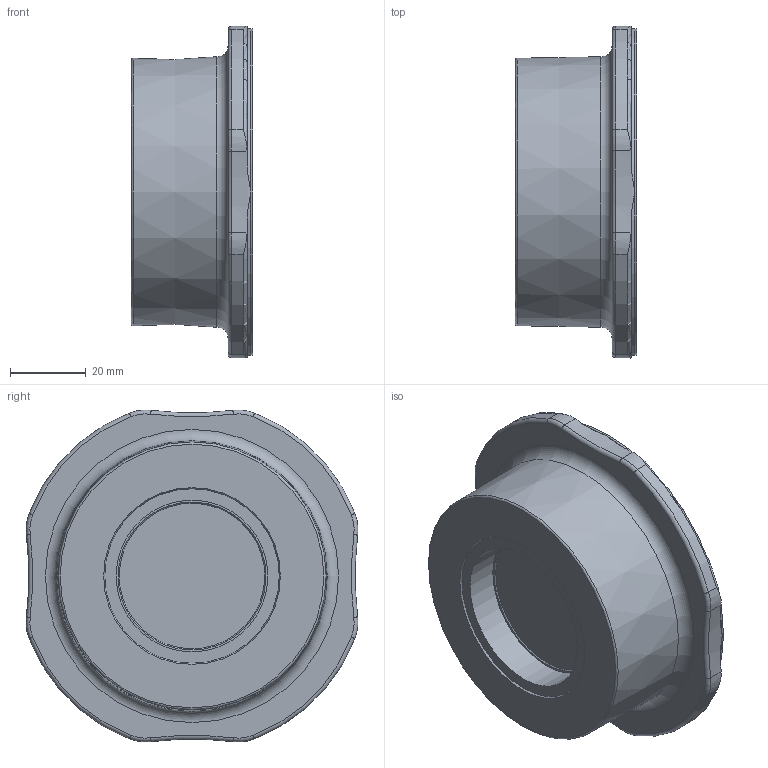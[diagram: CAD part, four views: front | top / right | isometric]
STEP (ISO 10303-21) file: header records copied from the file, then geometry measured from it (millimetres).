
FILE_DESCRIPTION((''),'2;1');
FILE_NAME('98200105.stp','2011-06-30T12:20:55',('frese'),(''),'Autodesk Inventor 2011','Autodesk Inventor 2011','');
FILE_SCHEMA(('AUTOMOTIVE_DESIGN { 1 0 10303 214 1 1 1 1 }'));
Length unit declared in the file: millimetre
Products named in the file (1): 98200105
Bounding box: 32 x 87.47 x 87.47 mm (x, y, z)
Volume: 76654.2 mm3; surface area: 29875.5 mm2
Topology: 1 solids, 4 shells, 136 faces, 341 edges, 218 vertices
Faces by surface type: plane 59, cylinder 40, torus 27, cone 10
Full cylindrical faces by diameter (mm): 3.242 x3, 3.9 x3, 4.3 x3, 6 x3, 40 x1, 46.5 x1, 58.5 x2, 65.8 x1, 86 x1
Entity records: 3900 total; most frequent: CARTESIAN_POINT 727, DIRECTION 710, ORIENTED_EDGE 586, AXIS2_PLACEMENT_3D 296, EDGE_CURVE 293, VERTEX_POINT 201, EDGE_LOOP 184, CIRCLE 159
